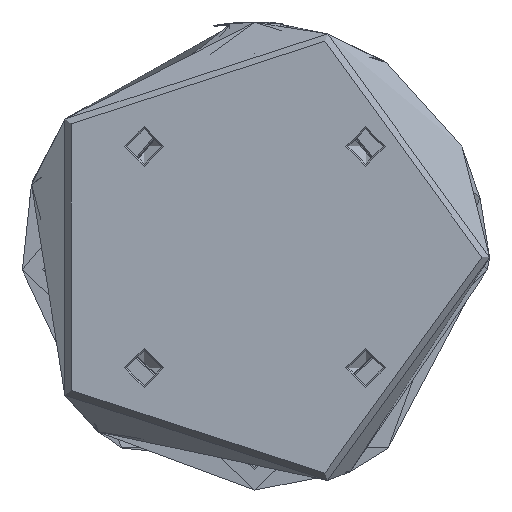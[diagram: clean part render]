
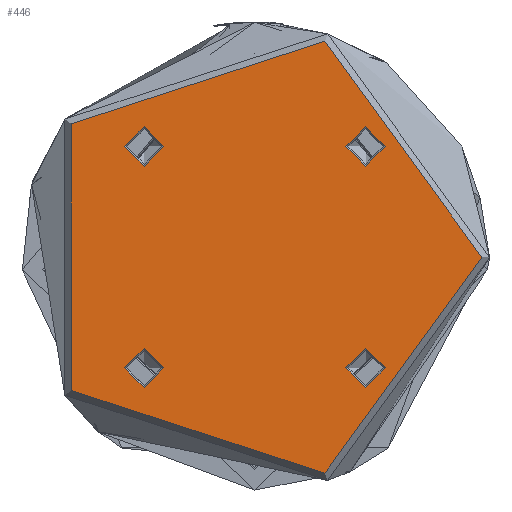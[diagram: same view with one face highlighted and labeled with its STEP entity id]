
A CAD part, front view. The second image highlights one B-rep face of the part: STEP entity #446.
In plain terms, the highlighted face is planar.
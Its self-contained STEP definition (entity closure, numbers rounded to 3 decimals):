
#16 = VERTEX_POINT ( 'NONE', #3783 ) ;
#48 = CARTESIAN_POINT ( 'NONE',  ( 0., 0., 0. ) ) ;
#53 = EDGE_CURVE ( 'NONE', #2691, #2691, #1948, .T. ) ;
#92 = VERTEX_POINT ( 'NONE', #4622 ) ;
#134 = EDGE_CURVE ( 'NONE', #5207, #5207, #3013, .T. ) ;
#446 = ADVANCED_FACE ( 'NONE', ( #703, #531, #643, #1262, #534 ), #2473, .F. ) ;
#531 = FACE_BOUND ( 'NONE', #3054, .T. ) ;
#534 = FACE_OUTER_BOUND ( 'NONE', #3654, .T. ) ;
#562 = EDGE_LOOP ( 'NONE', ( #4930 ) ) ;
#643 = FACE_BOUND ( 'NONE', #562, .T. ) ;
#703 = FACE_BOUND ( 'NONE', #4910, .T. ) ;
#716 = AXIS2_PLACEMENT_3D ( 'NONE', #2324, #5284, #2758 ) ;
#783 = DIRECTION ( 'NONE',  ( 0., 0., 1. ) ) ;
#847 = DIRECTION ( 'NONE',  ( 0., 0., -1. ) ) ;
#858 = DIRECTION ( 'NONE',  ( 0., 0., 1. ) ) ;
#1262 = FACE_BOUND ( 'NONE', #3178, .T. ) ;
#1275 = CARTESIAN_POINT ( 'NONE',  ( -23.259, -28.284, 0. ) ) ;
#1359 = ORIENTED_EDGE ( 'NONE', *, *, #1415, .F. ) ;
#1415 = EDGE_CURVE ( 'NONE', #4459, #4459, #1512, .T. ) ;
#1469 = CARTESIAN_POINT ( 'NONE',  ( -28.284, 28.284, 0. ) ) ;
#1494 = ORIENTED_EDGE ( 'NONE', *, *, #3610, .F. ) ;
#1512 = CIRCLE ( 'NONE', #716, 5.025 ) ;
#1872 = CARTESIAN_POINT ( 'NONE',  ( 33.309, -28.284, 0. ) ) ;
#1883 = DIRECTION ( 'NONE',  ( 1., 0., 0. ) ) ;
#1948 = CIRCLE ( 'NONE', #4608, 58. ) ;
#2028 = EDGE_CURVE ( 'NONE', #92, #92, #4294, .T. ) ;
#2072 = CARTESIAN_POINT ( 'NONE',  ( 58., 0., 0. ) ) ;
#2093 = DIRECTION ( 'NONE',  ( 0., 0., 1. ) ) ;
#2324 = CARTESIAN_POINT ( 'NONE',  ( -28.284, -28.284, 0. ) ) ;
#2473 = PLANE ( 'NONE',  #3244 ) ;
#2666 = CIRCLE ( 'NONE', #5170, 5.025 ) ;
#2691 = VERTEX_POINT ( 'NONE', #2072 ) ;
#2758 = DIRECTION ( 'NONE',  ( 1., 0., 0. ) ) ;
#3013 = CIRCLE ( 'NONE', #4893, 5.025 ) ;
#3054 = EDGE_LOOP ( 'NONE', ( #3555 ) ) ;
#3178 = EDGE_LOOP ( 'NONE', ( #1359 ) ) ;
#3234 = CARTESIAN_POINT ( 'NONE',  ( 0., 0., 0. ) ) ;
#3244 = AXIS2_PLACEMENT_3D ( 'NONE', #48, #847, #3735 ) ;
#3311 = CARTESIAN_POINT ( 'NONE',  ( 28.284, 28.284, 0. ) ) ;
#3555 = ORIENTED_EDGE ( 'NONE', *, *, #2028, .F. ) ;
#3610 = EDGE_CURVE ( 'NONE', #16, #16, #2666, .T. ) ;
#3654 = EDGE_LOOP ( 'NONE', ( #4826 ) ) ;
#3662 = DIRECTION ( 'NONE',  ( 1., 0., 0. ) ) ;
#3735 = DIRECTION ( 'NONE',  ( -1., 0., 0. ) ) ;
#3745 = DIRECTION ( 'NONE',  ( 1., 0., 0. ) ) ;
#3783 = CARTESIAN_POINT ( 'NONE',  ( -23.259, 28.284, 0. ) ) ;
#4137 = AXIS2_PLACEMENT_3D ( 'NONE', #3311, #858, #3745 ) ;
#4294 = CIRCLE ( 'NONE', #4137, 5.025 ) ;
#4405 = DIRECTION ( 'NONE',  ( 0., 0., 1. ) ) ;
#4459 = VERTEX_POINT ( 'NONE', #1275 ) ;
#4608 = AXIS2_PLACEMENT_3D ( 'NONE', #3234, #783, #3662 ) ;
#4619 = CARTESIAN_POINT ( 'NONE',  ( 28.284, -28.284, 0. ) ) ;
#4622 = CARTESIAN_POINT ( 'NONE',  ( 33.309, 28.284, 0. ) ) ;
#4826 = ORIENTED_EDGE ( 'NONE', *, *, #53, .T. ) ;
#4893 = AXIS2_PLACEMENT_3D ( 'NONE', #4619, #2093, #5056 ) ;
#4910 = EDGE_LOOP ( 'NONE', ( #1494 ) ) ;
#4930 = ORIENTED_EDGE ( 'NONE', *, *, #134, .F. ) ;
#5056 = DIRECTION ( 'NONE',  ( 1., 0., 0. ) ) ;
#5170 = AXIS2_PLACEMENT_3D ( 'NONE', #1469, #4405, #1883 ) ;
#5207 = VERTEX_POINT ( 'NONE', #1872 ) ;
#5284 = DIRECTION ( 'NONE',  ( 0., 0., 1. ) ) ;
